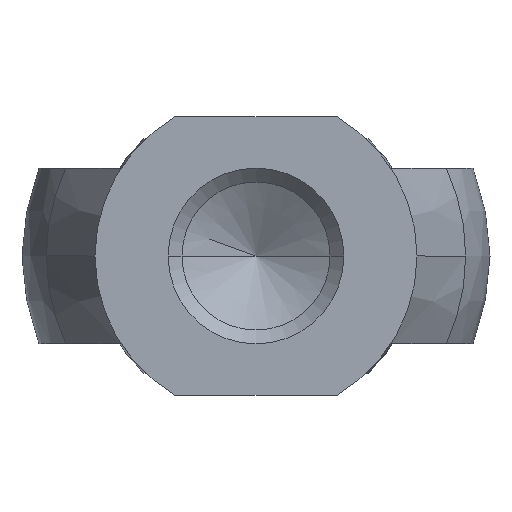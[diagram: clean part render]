
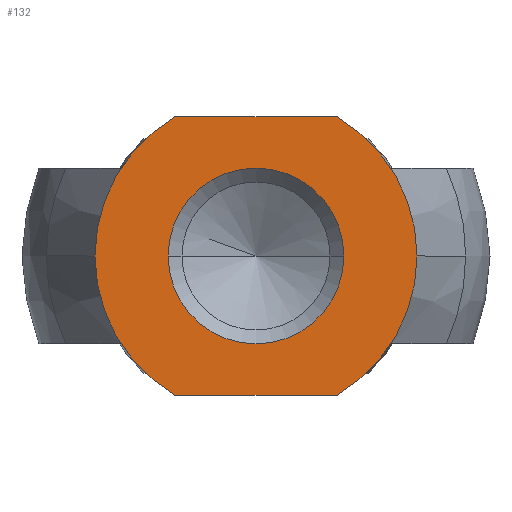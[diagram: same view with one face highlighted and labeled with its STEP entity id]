
A CAD part, front view. The second image highlights one B-rep face of the part: STEP entity #132.
In plain terms, the highlighted planar face has unit normal (0, -1, 0).
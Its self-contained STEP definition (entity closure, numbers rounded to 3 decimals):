
#132=ADVANCED_FACE('',(#281,#282),#283,.T.);
#281=FACE_BOUND('',#454,.T.);
#282=FACE_OUTER_BOUND('',#455,.T.);
#283=PLANE('',#456);
#454=EDGE_LOOP('',(#750,#751));
#455=EDGE_LOOP('',(#752,#753,#754,#755,#756,#757));
#456=AXIS2_PLACEMENT_3D('',#758,#759,#760);
#750=ORIENTED_EDGE('',*,*,#1011,.T.);
#751=ORIENTED_EDGE('',*,*,#1034,.T.);
#752=ORIENTED_EDGE('',*,*,#1045,.T.);
#753=ORIENTED_EDGE('',*,*,#1057,.F.);
#754=ORIENTED_EDGE('',*,*,#979,.F.);
#755=ORIENTED_EDGE('',*,*,#1055,.T.);
#756=ORIENTED_EDGE('',*,*,#982,.F.);
#757=ORIENTED_EDGE('',*,*,#1053,.F.);
#758=CARTESIAN_POINT('',(0.0,-50.0,0.0));
#759=DIRECTION('',(0.0,-1.0,0.0));
#760=DIRECTION('',(-1.0,0.0,0.0));
#979=EDGE_CURVE('',#1157,#1153,#1159,.T.);
#982=EDGE_CURVE('',#1161,#1164,#1165,.T.);
#1011=EDGE_CURVE('',#1206,#1208,#1210,.T.);
#1034=EDGE_CURVE('',#1208,#1206,#1239,.T.);
#1045=EDGE_CURVE('',#1250,#1251,#1252,.T.);
#1053=EDGE_CURVE('',#1250,#1161,#1262,.T.);
#1055=EDGE_CURVE('',#1157,#1164,#1264,.T.);
#1057=EDGE_CURVE('',#1153,#1251,#1266,.T.);
#1153=VERTEX_POINT('',#1411);
#1157=VERTEX_POINT('',#1416);
#1159=CIRCLE('',#1419,11.0);
#1161=VERTEX_POINT('',#1421);
#1164=VERTEX_POINT('',#1425);
#1165=CIRCLE('',#1426,11.0);
#1206=VERTEX_POINT('',#1487);
#1208=VERTEX_POINT('',#1490);
#1210=CIRCLE('',#1493,6.0);
#1239=CIRCLE('',#1628,6.0);
#1250=VERTEX_POINT('',#1639);
#1251=VERTEX_POINT('',#1640);
#1252=LINE('',#1641,#1642);
#1262=CIRCLE('',#1663,11.0);
#1264=LINE('',#1665,#1666);
#1266=CIRCLE('',#1668,11.0);
#1411=CARTESIAN_POINT('',(11.0,-50.0,0.));
#1416=CARTESIAN_POINT('',(5.545,-50.0,9.5));
#1419=AXIS2_PLACEMENT_3D('',#1822,#1823,#1824);
#1421=CARTESIAN_POINT('',(-11.0,-50.0,0.));
#1425=CARTESIAN_POINT('',(-5.545,-50.0,9.5));
#1426=AXIS2_PLACEMENT_3D('',#1826,#1827,#1828);
#1487=CARTESIAN_POINT('',(6.0,-50.0,0.));
#1490=CARTESIAN_POINT('',(-6.0,-50.0,0.));
#1493=AXIS2_PLACEMENT_3D('',#1866,#1867,#1868);
#1628=AXIS2_PLACEMENT_3D('',#1896,#1897,#1898);
#1639=CARTESIAN_POINT('',(-5.545,-50.0,-9.5));
#1640=CARTESIAN_POINT('',(5.545,-50.0,-9.5));
#1641=CARTESIAN_POINT('',(0.,-50.0,-9.5));
#1642=VECTOR('',#1911,1.0);
#1663=AXIS2_PLACEMENT_3D('',#1920,#1921,#1922);
#1665=CARTESIAN_POINT('',(0.0,-50.0,9.5));
#1666=VECTOR('',#1923,1.0);
#1668=AXIS2_PLACEMENT_3D('',#1924,#1925,#1926);
#1822=CARTESIAN_POINT('',(0.,-50.0,0.0));
#1823=DIRECTION('',(0.,1.0,0.0));
#1824=DIRECTION('',(-1.0,0.,0.0));
#1826=CARTESIAN_POINT('',(0.,-50.0,0.0));
#1827=DIRECTION('',(0.,1.0,0.0));
#1828=DIRECTION('',(-1.0,0.,0.0));
#1866=CARTESIAN_POINT('',(0.0,-50.0,0.0));
#1867=DIRECTION('',(-0.0,1.0,0.0));
#1868=DIRECTION('',(1.0,0.0,0.));
#1896=CARTESIAN_POINT('',(0.0,-50.0,0.0));
#1897=DIRECTION('',(-0.0,1.0,0.0));
#1898=DIRECTION('',(1.0,0.0,0.));
#1911=DIRECTION('',(1.0,0.0,0.));
#1920=CARTESIAN_POINT('',(0.,-50.0,0.0));
#1921=DIRECTION('',(0.,1.0,0.0));
#1922=DIRECTION('',(-1.0,0.,0.0));
#1923=DIRECTION('',(-1.0,0.0,0.0));
#1924=CARTESIAN_POINT('',(0.,-50.0,0.0));
#1925=DIRECTION('',(0.,1.0,0.0));
#1926=DIRECTION('',(-1.0,0.,0.0));
